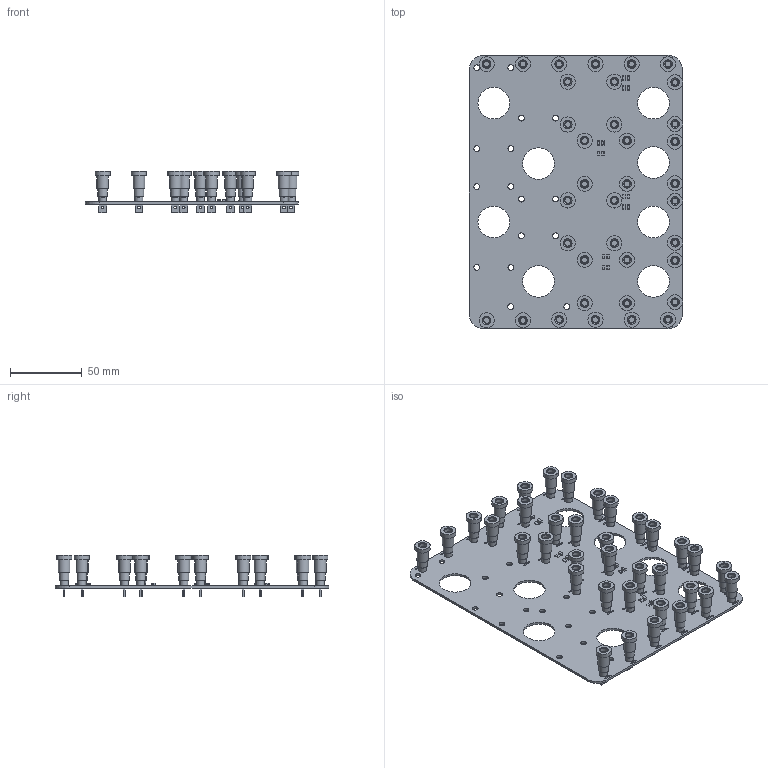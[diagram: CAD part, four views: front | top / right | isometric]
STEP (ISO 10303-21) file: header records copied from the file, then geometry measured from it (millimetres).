
FILE_DESCRIPTION(('KiCad electronic assembly'),'2;1');
FILE_NAME('SwitchBox.step','2021-11-09T14:30:43',('An Author'),( 'A Company'),'Open CASCADE STEP processor 6.9', 'KiCad to STEP converter','Unknown');
FILE_SCHEMA(('AUTOMOTIVE_DESIGN { 1 0 10303 214 1 1 1 1 }'));
Length unit declared in the file: millimetre
Products named in the file (10): Open CASCADE STEP translator 6.9 1; 4mm_Binding_Post_Banana_black_v2; SOLID; 4mm_Binding_Post_Banana_red_v1; C_1206_3216Metric; R_1206_3216Metric; COMPOUND
Assembly tree (57 placements, depth 3):
  Open CASCADE STEP translator 6.9 1
    4mm_Binding_Post_Banana_black_v2  x30
      SOLID
    4mm_Binding_Post_Banana_red_v1  x6
      SOLID
    C_1206_3216Metric  x8
      SOLID
    R_1206_3216Metric  x8
      SOLID
    COMPOUND
Bounding box: 148.18 x 190 x 28.5 mm (x, y, z)
Volume: 66382.3 mm3; surface area: 88320.3 mm2
Topology: 53 solids, 53 shells, 1366 faces, 3052 edges, 2024 vertices
Faces by surface type: plane 782, cylinder 548, cone 36
Full cylindrical faces by diameter (mm): 1.85 x36, 4 x88, 5 x36, 5.5 x36, 6.6 x36, 8 x36, 10.5 x36, 22 x8
Entity records: 23323 total; most frequent: CARTESIAN_POINT 4386, DIRECTION 3558, LINE 1828, VECTOR 1828, ORIENTED_EDGE 1696, PCURVE 1696, DEFINITIONAL_REPRESENTATION 1696, EDGE_CURVE 848
